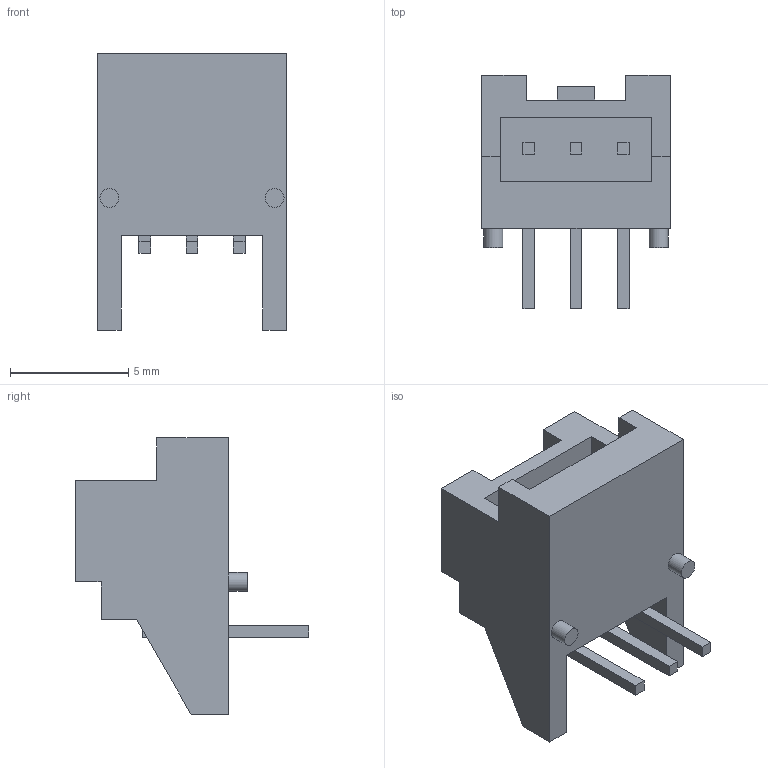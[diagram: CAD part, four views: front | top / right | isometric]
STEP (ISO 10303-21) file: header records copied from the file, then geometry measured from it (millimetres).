
FILE_DESCRIPTION(/* description */ (''),/* implementation_level */ '2;1');
FILE_NAME(/* name */ 'JST_S03B-PASK-2 v3.step',/* time_stamp */ '2021-03-01T01:40:45-08:00',/* author */ (''),/* organization */ (''),/* preprocessor_version */ 'ST-DEVELOPER v18.1',/* originating_system */ 'Autodesk Translation Framework v9.7.1.1290',/* authorisation */ '');
FILE_SCHEMA (('AUTOMOTIVE_DESIGN { 1 0 10303 214 3 1 1 }'));
Length unit declared in the file: millimetre
Products named in the file (1): S03B-PASK-2
Bounding box: 8 x 9.9 x 11.7 mm (x, y, z)
Volume: 267.9 mm3; surface area: 515.8 mm2
Topology: 1 solids, 1 shells, 71 faces, 180 edges, 120 vertices
Faces by surface type: plane 69, cylinder 2
Full cylindrical faces by diameter (mm): 0.8 x2
Entity records: 2223 total; most frequent: CARTESIAN_POINT 372, ORIENTED_EDGE 360, DIRECTION 328, EDGE_CURVE 180, LINE 176, VECTOR 176, VERTEX_POINT 120, EDGE_LOOP 80
